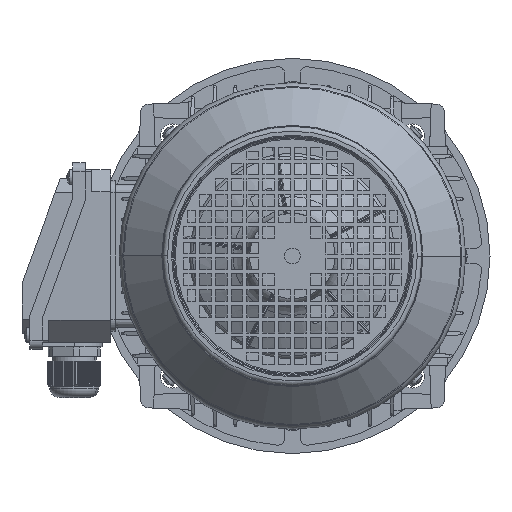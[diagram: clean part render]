
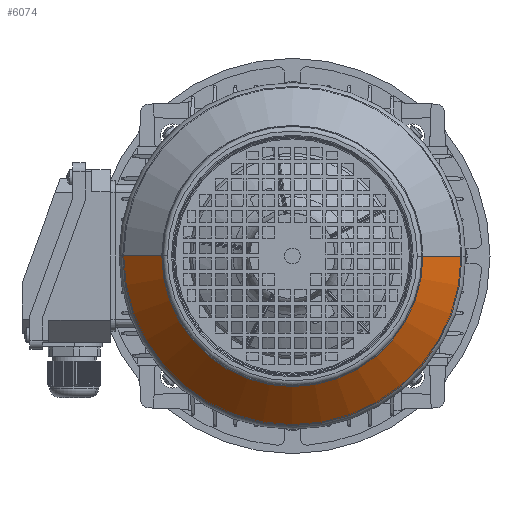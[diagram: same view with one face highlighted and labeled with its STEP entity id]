
A CAD part, left-side view. The second image highlights one B-rep face of the part: STEP entity #6074.
In plain terms, the highlighted conical face has half-angle 45 degrees and reference radius 82.586 mm.
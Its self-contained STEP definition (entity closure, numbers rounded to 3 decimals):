
#6064 = VERTEX_POINT ( 'NONE', #55213 ) ;
#6074 = ADVANCED_FACE ( 'NONE', ( #55202 ), #55200, .T. ) ;
#6077 = EDGE_LOOP ( 'NONE', ( #6079, #6085, #6183, #6184 ) ) ;
#6079 = ORIENTED_EDGE ( 'NONE', *, *, #6081, .T. ) ;
#6081 = EDGE_CURVE ( 'NONE', #6082, #6083, #55258, .T. ) ;
#6082 = VERTEX_POINT ( 'NONE', #55253 ) ;
#6083 = VERTEX_POINT ( 'NONE', #55252 ) ;
#6085 = ORIENTED_EDGE ( 'NONE', *, *, #6087, .T. ) ;
#6087 = EDGE_CURVE ( 'NONE', #6083, #6064, #55251, .T. ) ;
#6113 = EDGE_CURVE ( 'NONE', #6114, #6064, #55284, .T. ) ;
#6114 = VERTEX_POINT ( 'NONE', #55274 ) ;
#6183 = ORIENTED_EDGE ( 'NONE', *, *, #6113, .F. ) ;
#6184 = ORIENTED_EDGE ( 'NONE', *, *, #6185, .F. ) ;
#6185 = EDGE_CURVE ( 'NONE', #6082, #6114, #55422, .T. ) ;
#55200 = CONICAL_SURFACE ( 'NONE', #55201, 82.586, 0.785 ) ;
#55201 = AXIS2_PLACEMENT_3D ( 'NONE', #55261, #55260, #55259 ) ;
#55202 = FACE_OUTER_BOUND ( 'NONE', #6077, .T. ) ;
#55213 = CARTESIAN_POINT ( 'NONE',  ( 74.743, 0., -107.257 ) ) ;
#55248 = DIRECTION ( 'NONE',  ( -0.707, 0., -0.707 ) ) ;
#55249 = VECTOR ( 'NONE', #55248, 1000. ) ;
#55250 = CARTESIAN_POINT ( 'NONE',  ( 99.414, 0., -82.586 ) ) ;
#55251 = LINE ( 'NONE', #55250, #55249 ) ;
#55252 = CARTESIAN_POINT ( 'NONE',  ( 99.414, 0., -82.586 ) ) ;
#55253 = CARTESIAN_POINT ( 'NONE',  ( 99.414, 0., 82.586 ) ) ;
#55254 = DIRECTION ( 'NONE',  ( 0., 0., 1. ) ) ;
#55255 = DIRECTION ( 'NONE',  ( -1., 0., 0. ) ) ;
#55256 = CARTESIAN_POINT ( 'NONE',  ( 99.414, 0., 0. ) ) ;
#55257 = AXIS2_PLACEMENT_3D ( 'NONE', #55256, #55255, #55254 ) ;
#55258 = CIRCLE ( 'NONE', #55257, 82.586 ) ;
#55259 = DIRECTION ( 'NONE',  ( 0., 0., 1. ) ) ;
#55260 = DIRECTION ( 'NONE',  ( -1., 0., 0. ) ) ;
#55261 = CARTESIAN_POINT ( 'NONE',  ( 99.414, 0., 0. ) ) ;
#55274 = CARTESIAN_POINT ( 'NONE',  ( 74.743, 0., 107.257 ) ) ;
#55275 = DIRECTION ( 'NONE',  ( 0., 0., 1. ) ) ;
#55276 = DIRECTION ( 'NONE',  ( -1., 0., 0. ) ) ;
#55277 = CARTESIAN_POINT ( 'NONE',  ( 74.743, 0., 0. ) ) ;
#55278 = AXIS2_PLACEMENT_3D ( 'NONE', #55277, #55276, #55275 ) ;
#55284 = CIRCLE ( 'NONE', #55278, 107.257 ) ;
#55419 = DIRECTION ( 'NONE',  ( -0.707, 0., 0.707 ) ) ;
#55420 = VECTOR ( 'NONE', #55419, 1000. ) ;
#55421 = CARTESIAN_POINT ( 'NONE',  ( 99.414, 0., 82.586 ) ) ;
#55422 = LINE ( 'NONE', #55421, #55420 ) ;
